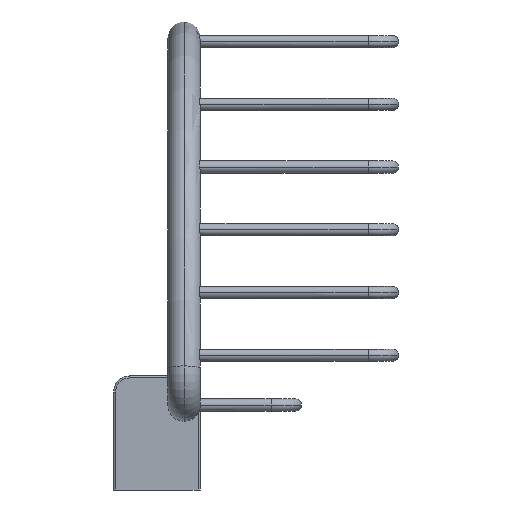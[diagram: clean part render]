
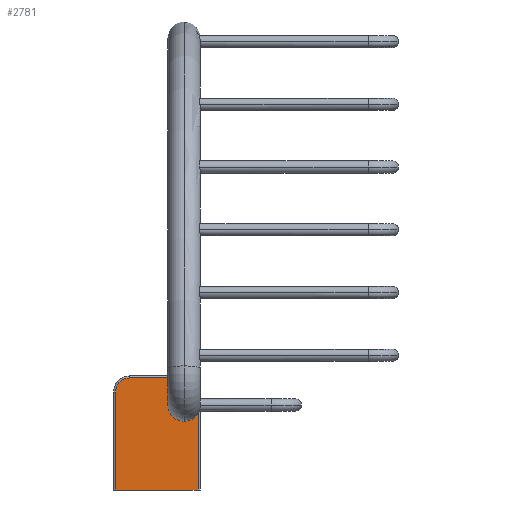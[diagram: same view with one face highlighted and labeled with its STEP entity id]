
A CAD part, left-side view. The second image highlights one B-rep face of the part: STEP entity #2781.
In plain terms, the highlighted planar face has unit normal (-1, 0, 0).
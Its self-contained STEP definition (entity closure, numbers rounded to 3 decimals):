
#171 = ORIENTED_EDGE ( 'NONE', *, *, #2256, .T. ) ;
#341 = CARTESIAN_POINT ( 'NONE',  ( -28.2, -10.2, 0. ) ) ;
#352 = ORIENTED_EDGE ( 'NONE', *, *, #3236, .T. ) ;
#375 = CARTESIAN_POINT ( 'NONE',  ( -28.2, -10.2, 23.024 ) ) ;
#437 = ORIENTED_EDGE ( 'NONE', *, *, #3129, .T. ) ;
#490 = CIRCLE ( 'NONE', #2024, 4. ) ;
#574 = ORIENTED_EDGE ( 'NONE', *, *, #2740, .T. ) ;
#629 = CARTESIAN_POINT ( 'NONE',  ( -28.2, -6.75, 17. ) ) ;
#651 = ORIENTED_EDGE ( 'NONE', *, *, #1267, .T. ) ;
#658 = DIRECTION ( 'NONE',  ( 0., 0., 1. ) ) ;
#713 = DIRECTION ( 'NONE',  ( 0., 0., -1. ) ) ;
#715 = DIRECTION ( 'NONE',  ( 1., 0., 0. ) ) ;
#717 = CARTESIAN_POINT ( 'NONE',  ( -28.2, -6.75, 21. ) ) ;
#741 = CARTESIAN_POINT ( 'NONE',  ( -28.2, 10.2, 0. ) ) ;
#798 = CARTESIAN_POINT ( 'NONE',  ( -28.2, 6.7, 27.7 ) ) ;
#800 = CARTESIAN_POINT ( 'NONE',  ( -28.2, 10.2, 24.2 ) ) ;
#815 = VECTOR ( 'NONE', #658, 1000. ) ;
#879 = LINE ( 'NONE', #1159, #815 ) ;
#954 = CARTESIAN_POINT ( 'NONE',  ( -28.2, 10.2, 0. ) ) ;
#1015 = ORIENTED_EDGE ( 'NONE', *, *, #3626, .T. ) ;
#1056 = AXIS2_PLACEMENT_3D ( 'NONE', #3054, #3052, #3035 ) ;
#1079 = CARTESIAN_POINT ( 'NONE',  ( -28.2, -10.2, 18.976 ) ) ;
#1108 = DIRECTION ( 'NONE',  ( 0., 0., -1. ) ) ;
#1127 = DIRECTION ( 'NONE',  ( 0., 0., -1. ) ) ;
#1131 = DIRECTION ( 'NONE',  ( -1., 0., 0. ) ) ;
#1134 = CARTESIAN_POINT ( 'NONE',  ( -28.2, 6.7, 24.2 ) ) ;
#1159 = CARTESIAN_POINT ( 'NONE',  ( -28.2, -10.2, 0. ) ) ;
#1250 = VERTEX_POINT ( 'NONE', #800 ) ;
#1263 = VERTEX_POINT ( 'NONE', #798 ) ;
#1267 = EDGE_CURVE ( 'NONE', #1644, #1990, #490, .T. ) ;
#1320 = CARTESIAN_POINT ( 'NONE',  ( -28.2, 10.7, 27.7 ) ) ;
#1334 = DIRECTION ( 'NONE',  ( 0., 1., 0. ) ) ;
#1587 = VECTOR ( 'NONE', #3123, 1000. ) ;
#1639 = LINE ( 'NONE', #3398, #1587 ) ;
#1644 = VERTEX_POINT ( 'NONE', #2957 ) ;
#1662 = VECTOR ( 'NONE', #1108, 1000. ) ;
#1696 = VERTEX_POINT ( 'NONE', #1079 ) ;
#1800 = LINE ( 'NONE', #741, #1662 ) ;
#1990 = VERTEX_POINT ( 'NONE', #375 ) ;
#2024 = AXIS2_PLACEMENT_3D ( 'NONE', #717, #715, #713 ) ;
#2025 = CIRCLE ( 'NONE', #2362, 3.5 ) ;
#2048 = EDGE_CURVE ( 'NONE', #3300, #1696, #1639, .T. ) ;
#2122 = VECTOR ( 'NONE', #1334, 1000. ) ;
#2256 = EDGE_CURVE ( 'NONE', #1990, #3424, #879, .T. ) ;
#2295 = VERTEX_POINT ( 'NONE', #954 ) ;
#2325 = VERTEX_POINT ( 'NONE', #629 ) ;
#2362 = AXIS2_PLACEMENT_3D ( 'NONE', #1134, #1131, #1127 ) ;
#2364 = LINE ( 'NONE', #1320, #2122 ) ;
#2501 = DIRECTION ( 'NONE',  ( 0., -1., 0. ) ) ;
#2549 = EDGE_CURVE ( 'NONE', #1696, #2325, #3624, .T. ) ;
#2593 = DIRECTION ( 'NONE',  ( 0., 0., -1. ) ) ;
#2603 = DIRECTION ( 'NONE',  ( 1., 0., 0. ) ) ;
#2610 = PLANE ( 'NONE',  #3285 ) ;
#2615 = CARTESIAN_POINT ( 'NONE',  ( -28.2, 10.7, 0. ) ) ;
#2708 = CARTESIAN_POINT ( 'NONE',  ( -28.2, 10.7, 0. ) ) ;
#2739 = DIRECTION ( 'NONE',  ( 0., 0., -1. ) ) ;
#2740 = EDGE_CURVE ( 'NONE', #2325, #1644, #3515, .T. ) ;
#2743 = DIRECTION ( 'NONE',  ( 1., 0., 0. ) ) ;
#2751 = CARTESIAN_POINT ( 'NONE',  ( -28.2, -6.75, 21. ) ) ;
#2752 = CARTESIAN_POINT ( 'NONE',  ( -28.2, -10.2, 27.7 ) ) ;
#2781 = ADVANCED_FACE ( 'NONE', ( #3273 ), #2610, .F. ) ;
#2934 = ORIENTED_EDGE ( 'NONE', *, *, #2549, .T. ) ;
#2957 = CARTESIAN_POINT ( 'NONE',  ( -28.2, -6.75, 25. ) ) ;
#3035 = DIRECTION ( 'NONE',  ( 0., 0., -1. ) ) ;
#3052 = DIRECTION ( 'NONE',  ( 1., 0., 0. ) ) ;
#3054 = CARTESIAN_POINT ( 'NONE',  ( -28.2, -6.75, 21. ) ) ;
#3070 = EDGE_CURVE ( 'NONE', #3424, #1263, #2364, .T. ) ;
#3079 = ORIENTED_EDGE ( 'NONE', *, *, #3070, .T. ) ;
#3123 = DIRECTION ( 'NONE',  ( 0., 0., 1. ) ) ;
#3129 = EDGE_CURVE ( 'NONE', #1263, #1250, #2025, .T. ) ;
#3236 = EDGE_CURVE ( 'NONE', #1250, #2295, #1800, .T. ) ;
#3273 = FACE_OUTER_BOUND ( 'NONE', #3423, .T. ) ;
#3285 = AXIS2_PLACEMENT_3D ( 'NONE', #2615, #2603, #2593 ) ;
#3300 = VERTEX_POINT ( 'NONE', #341 ) ;
#3398 = CARTESIAN_POINT ( 'NONE',  ( -28.2, -10.2, 0. ) ) ;
#3405 = ORIENTED_EDGE ( 'NONE', *, *, #2048, .T. ) ;
#3423 = EDGE_LOOP ( 'NONE', ( #3405, #2934, #574, #651, #171, #3079, #437, #352, #1015 ) ) ;
#3424 = VERTEX_POINT ( 'NONE', #2752 ) ;
#3433 = VECTOR ( 'NONE', #2501, 1000. ) ;
#3515 = CIRCLE ( 'NONE', #3619, 4. ) ;
#3517 = LINE ( 'NONE', #2708, #3433 ) ;
#3619 = AXIS2_PLACEMENT_3D ( 'NONE', #2751, #2743, #2739 ) ;
#3624 = CIRCLE ( 'NONE', #1056, 4. ) ;
#3626 = EDGE_CURVE ( 'NONE', #2295, #3300, #3517, .T. ) ;
